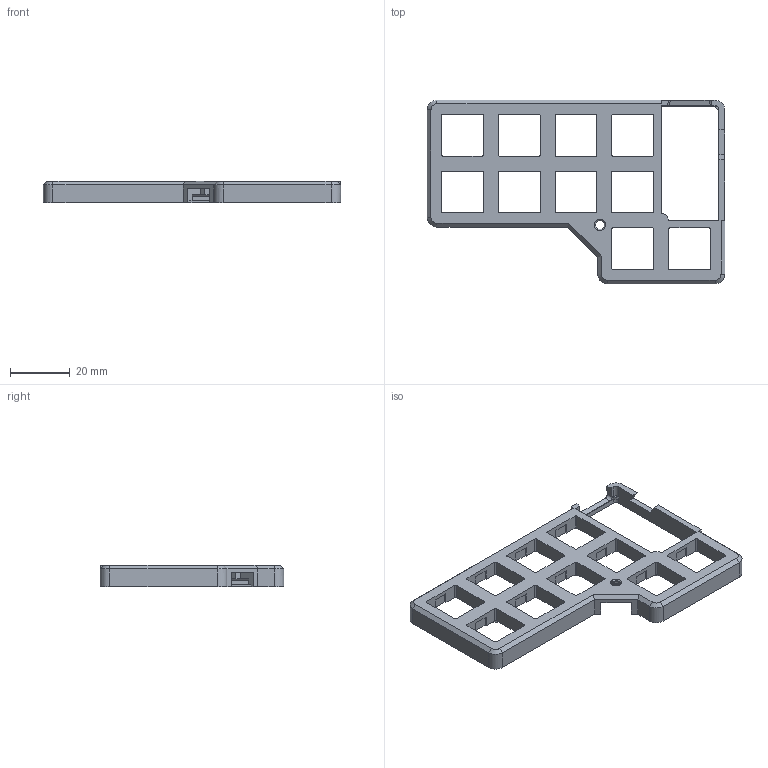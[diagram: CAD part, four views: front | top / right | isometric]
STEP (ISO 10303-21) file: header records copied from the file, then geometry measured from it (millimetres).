
FILE_DESCRIPTION(('FreeCAD Model'),'2;1');
FILE_NAME('Open CASCADE Shape Model','2025-08-12T17:03:42',(''),(''), 'Open CASCADE STEP processor 7.8','FreeCAD','Unknown');
FILE_SCHEMA(('AUTOMOTIVE_DESIGN { 1 0 10303 214 1 1 1 1 }'));
Length unit declared in the file: millimetre
Products named in the file (1): case-top-left
Bounding box: 99.4 x 61.4 x 7.2 mm (x, y, z)
Volume: 12227.9 mm3; surface area: 10855.9 mm2
Topology: 1 solids, 1 shells, 267 faces, 758 edges, 498 vertices
Faces by surface type: plane 191, cylinder 66, bspline 5, revolution 4, cone 1
Full cylindrical faces by diameter (mm): 1.8 x3, 3 x2, 3.8 x1, 4.8 x3
Entity records: 9408 total; most frequent: CARTESIAN_POINT 2304, ORIENTED_EDGE 1516, DIRECTION 1407, EDGE_CURVE 758, LINE 611, VECTOR 611, VERTEX_POINT 498, AXIS2_PLACEMENT_3D 396
